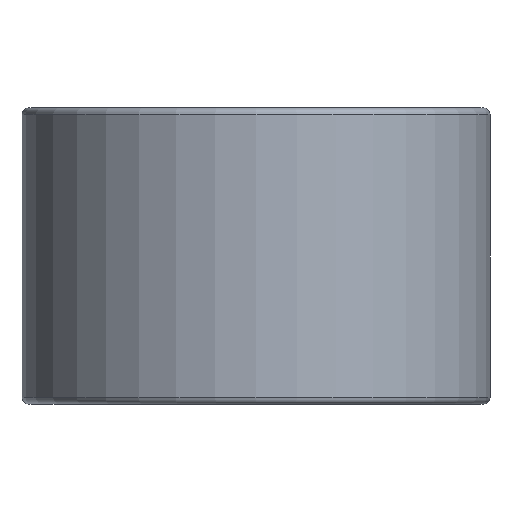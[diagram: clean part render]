
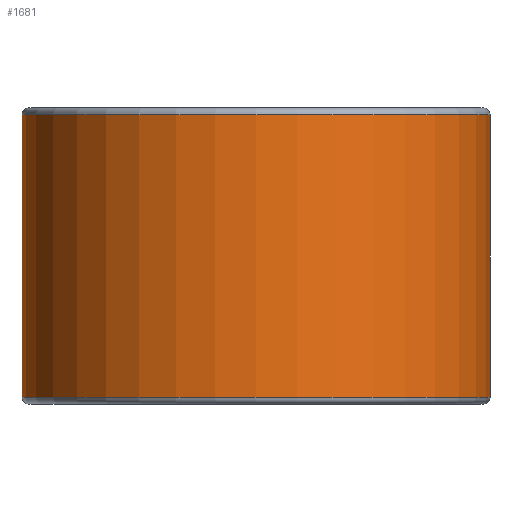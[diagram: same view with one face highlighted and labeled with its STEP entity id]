
A CAD part, front view. The second image highlights one B-rep face of the part: STEP entity #1681.
In plain terms, the highlighted cylindrical face has radius 17.115 mm (diameter 34.23 mm), a full revolution.
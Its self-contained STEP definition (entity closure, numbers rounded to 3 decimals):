
#108=FACE_OUTER_BOUND('',#207,.T.);
#207=EDGE_LOOP('',(#1257,#1258,#1259,#1260));
#445=CIRCLE('',#1818,17.115);
#446=CIRCLE('',#1820,17.115);
#520=LINE('',#3959,#587);
#587=VECTOR('',#2074,17.115);
#737=VERTEX_POINT('',#3954);
#738=VERTEX_POINT('',#3958);
#950=EDGE_CURVE('',#737,#737,#445,.T.);
#951=EDGE_CURVE('',#737,#738,#520,.T.);
#952=EDGE_CURVE('',#738,#738,#446,.T.);
#1257=ORIENTED_EDGE('',*,*,#950,.F.);
#1258=ORIENTED_EDGE('',*,*,#951,.T.);
#1259=ORIENTED_EDGE('',*,*,#952,.F.);
#1260=ORIENTED_EDGE('',*,*,#951,.F.);
#1614=CYLINDRICAL_SURFACE('',#1819,17.115);
#1681=ADVANCED_FACE('',(#108),#1614,.T.);
#1818=AXIS2_PLACEMENT_3D('',#3956,#2070,#2071);
#1819=AXIS2_PLACEMENT_3D('',#3957,#2072,#2073);
#1820=AXIS2_PLACEMENT_3D('',#3960,#2075,#2076);
#2070=DIRECTION('center_axis',(0.,0.,1.));
#2071=DIRECTION('ref_axis',(1.,0.,0.));
#2072=DIRECTION('center_axis',(0.,0.,1.));
#2073=DIRECTION('ref_axis',(1.,0.,0.));
#2074=DIRECTION('',(0.,0.,-1.));
#2075=DIRECTION('center_axis',(0.,0.,-1.));
#2076=DIRECTION('ref_axis',(1.,0.,0.));
#3954=CARTESIAN_POINT('',(-17.115,0.,14.71));
#3956=CARTESIAN_POINT('Origin',(0.,0.,14.71));
#3957=CARTESIAN_POINT('Origin',(0.,0.,0.));
#3958=CARTESIAN_POINT('',(-17.115,0.,-5.95));
#3959=CARTESIAN_POINT('',(-17.115,0.,0.));
#3960=CARTESIAN_POINT('Origin',(0.,0.,-5.95));
